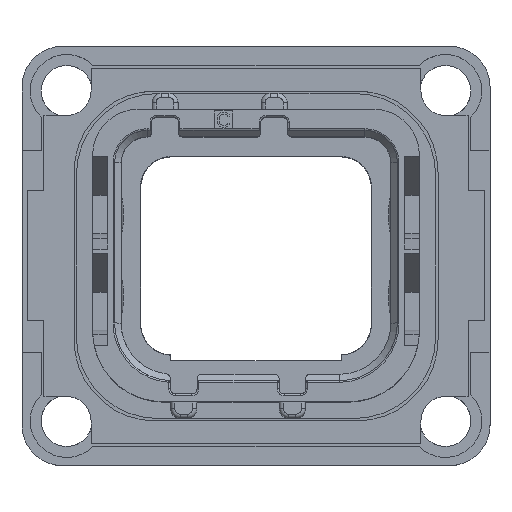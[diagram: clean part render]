
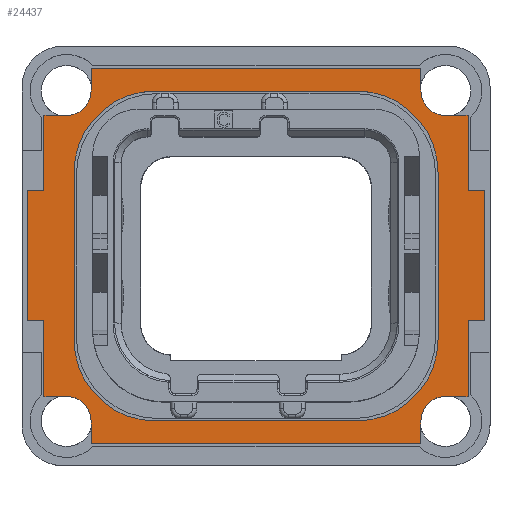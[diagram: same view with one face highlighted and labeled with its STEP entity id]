
A CAD part, top view. The second image highlights one B-rep face of the part: STEP entity #24437.
In plain terms, the highlighted planar face has unit normal (0, 0, 1).
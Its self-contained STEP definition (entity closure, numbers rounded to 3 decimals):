
#685=DIRECTION('',(0.,-1.,0.));
#686=VECTOR('',#685,4.65);
#687=CARTESIAN_POINT('',(-13.05,-4.,2.31));
#688=LINE('',#687,#686);
#689=DIRECTION('',(1.,0.,0.));
#690=VECTOR('',#689,1.);
#691=CARTESIAN_POINT('',(-14.05,-4.,2.31));
#692=LINE('',#691,#690);
#693=DIRECTION('',(0.,-1.,0.));
#694=VECTOR('',#693,8.);
#695=CARTESIAN_POINT('',(-14.05,4.,2.31));
#696=LINE('',#695,#694);
#697=DIRECTION('',(-1.,0.,0.));
#698=VECTOR('',#697,1.);
#699=CARTESIAN_POINT('',(-13.05,4.,2.31));
#700=LINE('',#699,#698);
#701=DIRECTION('',(0.,-1.,0.));
#702=VECTOR('',#701,4.65);
#703=CARTESIAN_POINT('',(-13.05,8.65,2.31));
#704=LINE('',#703,#702);
#705=DIRECTION('',(1.,0.,0.));
#706=VECTOR('',#705,1.4);
#707=CARTESIAN_POINT('',(-13.05,8.65,2.31));
#708=LINE('',#707,#706);
#709=CARTESIAN_POINT('',(-11.65,10.15,2.31));
#710=DIRECTION('',(0.,0.,1.));
#711=DIRECTION('',(0.,-1.,0.));
#712=AXIS2_PLACEMENT_3D('',#709,#710,#711);
#714=DIRECTION('',(0.,-1.,0.));
#715=VECTOR('',#714,1.4);
#716=CARTESIAN_POINT('',(-10.15,11.55,2.31));
#717=LINE('',#716,#715);
#718=DIRECTION('',(-1.,0.,0.));
#719=VECTOR('',#718,20.3);
#720=CARTESIAN_POINT('',(10.15,11.55,2.31));
#721=LINE('',#720,#719);
#722=DIRECTION('',(0.,-1.,0.));
#723=VECTOR('',#722,1.4);
#724=CARTESIAN_POINT('',(10.15,11.55,2.31));
#725=LINE('',#724,#723);
#726=CARTESIAN_POINT('',(11.65,10.15,2.31));
#727=DIRECTION('',(0.,0.,1.));
#728=DIRECTION('',(-1.,0.,0.));
#729=AXIS2_PLACEMENT_3D('',#726,#727,#728);
#731=DIRECTION('',(-1.,0.,0.));
#732=VECTOR('',#731,1.4);
#733=CARTESIAN_POINT('',(13.05,8.65,2.31));
#734=LINE('',#733,#732);
#735=DIRECTION('',(0.,1.,0.));
#736=VECTOR('',#735,4.65);
#737=CARTESIAN_POINT('',(13.05,4.,2.31));
#738=LINE('',#737,#736);
#739=DIRECTION('',(-1.,0.,0.));
#740=VECTOR('',#739,1.);
#741=CARTESIAN_POINT('',(14.05,4.,2.31));
#742=LINE('',#741,#740);
#743=DIRECTION('',(0.,1.,0.));
#744=VECTOR('',#743,8.);
#745=CARTESIAN_POINT('',(14.05,-4.,2.31));
#746=LINE('',#745,#744);
#747=DIRECTION('',(1.,0.,0.));
#748=VECTOR('',#747,1.);
#749=CARTESIAN_POINT('',(13.05,-4.,2.31));
#750=LINE('',#749,#748);
#751=DIRECTION('',(0.,1.,0.));
#752=VECTOR('',#751,4.65);
#753=CARTESIAN_POINT('',(13.05,-8.65,2.31));
#754=LINE('',#753,#752);
#755=DIRECTION('',(-1.,0.,0.));
#756=VECTOR('',#755,1.4);
#757=CARTESIAN_POINT('',(13.05,-8.65,2.31));
#758=LINE('',#757,#756);
#759=CARTESIAN_POINT('',(11.65,-10.15,2.31));
#760=DIRECTION('',(0.,0.,1.));
#761=DIRECTION('',(0.,1.,0.));
#762=AXIS2_PLACEMENT_3D('',#759,#760,#761);
#764=DIRECTION('',(0.,1.,0.));
#765=VECTOR('',#764,1.4);
#766=CARTESIAN_POINT('',(10.15,-11.55,2.31));
#767=LINE('',#766,#765);
#768=DIRECTION('',(1.,0.,0.));
#769=VECTOR('',#768,20.3);
#770=CARTESIAN_POINT('',(-10.15,-11.55,2.31));
#771=LINE('',#770,#769);
#772=DIRECTION('',(0.,1.,0.));
#773=VECTOR('',#772,1.4);
#774=CARTESIAN_POINT('',(-10.15,-11.55,2.31));
#775=LINE('',#774,#773);
#776=CARTESIAN_POINT('',(-11.65,-10.15,2.31));
#777=DIRECTION('',(0.,0.,1.));
#778=DIRECTION('',(1.,0.,0.));
#779=AXIS2_PLACEMENT_3D('',#776,#777,#778);
#781=DIRECTION('',(1.,0.,0.));
#782=VECTOR('',#781,1.4);
#783=CARTESIAN_POINT('',(-13.05,-8.65,2.31));
#784=LINE('',#783,#782);
#785=DIRECTION('',(0.,-1.,0.));
#786=VECTOR('',#785,10.3);
#787=CARTESIAN_POINT('',(11.2,5.15,2.31));
#788=LINE('',#787,#786);
#789=DIRECTION('',(1.,0.,0.));
#790=VECTOR('',#789,12.4);
#791=CARTESIAN_POINT('',(-6.2,10.15,2.31));
#792=LINE('',#791,#790);
#793=DIRECTION('',(0.,1.,0.));
#794=VECTOR('',#793,10.3);
#795=CARTESIAN_POINT('',(-11.2,-5.15,2.31));
#796=LINE('',#795,#794);
#797=DIRECTION('',(-1.,0.,0.));
#798=VECTOR('',#797,12.4);
#799=CARTESIAN_POINT('',(6.2,-10.15,2.31));
#800=LINE('',#799,#798);
#905=CARTESIAN_POINT('',(-6.2,-5.15,2.31));
#906=DIRECTION('',(0.,0.,-1.));
#907=DIRECTION('',(0.,-1.,0.));
#908=AXIS2_PLACEMENT_3D('',#905,#906,#907);
#918=CARTESIAN_POINT('',(6.2,-5.15,2.31));
#919=DIRECTION('',(0.,0.,-1.));
#920=DIRECTION('',(1.,0.,0.));
#921=AXIS2_PLACEMENT_3D('',#918,#919,#920);
#923=CARTESIAN_POINT('',(-6.2,5.15,2.31));
#924=DIRECTION('',(0.,0.,-1.));
#925=DIRECTION('',(-1.,0.,0.));
#926=AXIS2_PLACEMENT_3D('',#923,#924,#925);
#936=CARTESIAN_POINT('',(6.2,5.15,2.31));
#937=DIRECTION('',(0.,0.,-1.));
#938=DIRECTION('',(0.,1.,0.));
#939=AXIS2_PLACEMENT_3D('',#936,#937,#938);
#23232=CARTESIAN_POINT('',(-11.2,-5.15,2.31));
#23233=CARTESIAN_POINT('',(-11.2,5.15,2.31));
#23234=VERTEX_POINT('',#23232);
#23235=VERTEX_POINT('',#23233);
#23236=CARTESIAN_POINT('',(-6.2,10.15,2.31));
#23237=CARTESIAN_POINT('',(6.2,10.15,2.31));
#23238=VERTEX_POINT('',#23236);
#23239=VERTEX_POINT('',#23237);
#23240=CARTESIAN_POINT('',(11.2,5.15,2.31));
#23241=CARTESIAN_POINT('',(11.2,-5.15,2.31));
#23242=VERTEX_POINT('',#23240);
#23243=VERTEX_POINT('',#23241);
#23244=CARTESIAN_POINT('',(6.2,-10.15,2.31));
#23245=CARTESIAN_POINT('',(-6.2,-10.15,2.31));
#23246=VERTEX_POINT('',#23244);
#23247=VERTEX_POINT('',#23245);
#23264=CARTESIAN_POINT('',(10.15,10.15,2.31));
#23265=CARTESIAN_POINT('',(11.65,8.65,2.31));
#23266=VERTEX_POINT('',#23264);
#23267=VERTEX_POINT('',#23265);
#23268=CARTESIAN_POINT('',(13.05,8.65,2.31));
#23269=VERTEX_POINT('',#23268);
#23270=CARTESIAN_POINT('',(10.15,11.55,2.31));
#23271=VERTEX_POINT('',#23270);
#23272=CARTESIAN_POINT('',(11.65,-8.65,2.31));
#23273=CARTESIAN_POINT('',(10.15,-10.15,2.31));
#23274=VERTEX_POINT('',#23272);
#23275=VERTEX_POINT('',#23273);
#23276=CARTESIAN_POINT('',(10.15,-11.55,2.31));
#23277=VERTEX_POINT('',#23276);
#23278=CARTESIAN_POINT('',(13.05,-8.65,2.31));
#23279=VERTEX_POINT('',#23278);
#23280=CARTESIAN_POINT('',(-10.15,-10.15,2.31));
#23281=CARTESIAN_POINT('',(-11.65,-8.65,2.31));
#23282=VERTEX_POINT('',#23280);
#23283=VERTEX_POINT('',#23281);
#23284=CARTESIAN_POINT('',(-13.05,-8.65,2.31));
#23285=VERTEX_POINT('',#23284);
#23286=CARTESIAN_POINT('',(-10.15,-11.55,2.31));
#23287=VERTEX_POINT('',#23286);
#23288=CARTESIAN_POINT('',(-10.15,11.55,2.31));
#23289=CARTESIAN_POINT('',(-10.15,10.15,2.31));
#23290=VERTEX_POINT('',#23288);
#23291=VERTEX_POINT('',#23289);
#23292=CARTESIAN_POINT('',(-13.05,8.65,2.31));
#23293=CARTESIAN_POINT('',(-11.65,8.65,2.31));
#23294=VERTEX_POINT('',#23292);
#23295=VERTEX_POINT('',#23293);
#23296=CARTESIAN_POINT('',(14.05,-4.,2.31));
#23297=CARTESIAN_POINT('',(14.05,4.,2.31));
#23298=VERTEX_POINT('',#23296);
#23299=VERTEX_POINT('',#23297);
#23300=CARTESIAN_POINT('',(-14.05,4.,2.31));
#23301=CARTESIAN_POINT('',(-14.05,-4.,2.31));
#23302=VERTEX_POINT('',#23300);
#23303=VERTEX_POINT('',#23301);
#23304=CARTESIAN_POINT('',(13.05,-4.,2.31));
#23305=VERTEX_POINT('',#23304);
#23306=CARTESIAN_POINT('',(13.05,4.,2.31));
#23307=VERTEX_POINT('',#23306);
#23308=CARTESIAN_POINT('',(-13.05,4.,2.31));
#23309=VERTEX_POINT('',#23308);
#23310=CARTESIAN_POINT('',(-13.05,-4.,2.31));
#23311=VERTEX_POINT('',#23310);
#24384=CARTESIAN_POINT('',(0.,0.,2.31));
#24385=DIRECTION('',(0.,0.,1.));
#24386=DIRECTION('',(1.,0.,0.));
#24387=AXIS2_PLACEMENT_3D('',#24384,#24385,#24386);
#24388=PLANE('',#24387);
#24389=ORIENTED_EDGE('',*,*,#24008,.F.);
#24390=ORIENTED_EDGE('',*,*,#24022,.F.);
#24391=ORIENTED_EDGE('',*,*,#24036,.F.);
#24392=ORIENTED_EDGE('',*,*,#24050,.F.);
#24393=ORIENTED_EDGE('',*,*,#24064,.F.);
#24394=ORIENTED_EDGE('',*,*,#24080,.T.);
#24396=ORIENTED_EDGE('',*,*,#24395,.T.);
#24397=ORIENTED_EDGE('',*,*,#24139,.F.);
#24398=ORIENTED_EDGE('',*,*,#24155,.F.);
#24399=ORIENTED_EDGE('',*,*,#24171,.T.);
#24401=ORIENTED_EDGE('',*,*,#24400,.T.);
#24402=ORIENTED_EDGE('',*,*,#24230,.F.);
#24403=ORIENTED_EDGE('',*,*,#24246,.F.);
#24404=ORIENTED_EDGE('',*,*,#24260,.F.);
#24405=ORIENTED_EDGE('',*,*,#24274,.F.);
#24406=ORIENTED_EDGE('',*,*,#24288,.F.);
#24407=ORIENTED_EDGE('',*,*,#24302,.F.);
#24408=ORIENTED_EDGE('',*,*,#24318,.T.);
#24410=ORIENTED_EDGE('',*,*,#24409,.T.);
#24411=ORIENTED_EDGE('',*,*,#24376,.F.);
#24412=ORIENTED_EDGE('',*,*,#23916,.F.);
#24413=ORIENTED_EDGE('',*,*,#23933,.T.);
#24415=ORIENTED_EDGE('',*,*,#24414,.T.);
#24416=ORIENTED_EDGE('',*,*,#23992,.F.);
#24417=EDGE_LOOP('',(#24389,#24390,#24391,#24392,#24393,#24394,#24396,#24397,
#24398,#24399,#24401,#24402,#24403,#24404,#24405,#24406,#24407,#24408,#24410,
#24411,#24412,#24413,#24415,#24416));
#24418=FACE_OUTER_BOUND('',#24417,.F.);
#24420=ORIENTED_EDGE('',*,*,#24419,.F.);
#24422=ORIENTED_EDGE('',*,*,#24421,.F.);
#24424=ORIENTED_EDGE('',*,*,#24423,.F.);
#24426=ORIENTED_EDGE('',*,*,#24425,.F.);
#24428=ORIENTED_EDGE('',*,*,#24427,.F.);
#24430=ORIENTED_EDGE('',*,*,#24429,.F.);
#24432=ORIENTED_EDGE('',*,*,#24431,.F.);
#24434=ORIENTED_EDGE('',*,*,#24433,.F.);
#24435=EDGE_LOOP('',(#24420,#24422,#24424,#24426,#24428,#24430,#24432,#24434));
#24436=FACE_BOUND('',#24435,.F.);
#24437=ADVANCED_FACE('',(#24418,#24436),#24388,.T.);
#713=CIRCLE('',#712,1.5);
#730=CIRCLE('',#729,1.5);
#763=CIRCLE('',#762,1.5);
#780=CIRCLE('',#779,1.5);
#909=CIRCLE('',#908,5.);
#922=CIRCLE('',#921,5.);
#927=CIRCLE('',#926,5.);
#940=CIRCLE('',#939,5.);
#23916=EDGE_CURVE('',#23287,#23277,#771,.T.);
#23933=EDGE_CURVE('',#23287,#23282,#775,.T.);
#23992=EDGE_CURVE('',#23285,#23283,#784,.T.);
#24008=EDGE_CURVE('',#23311,#23285,#688,.T.);
#24022=EDGE_CURVE('',#23303,#23311,#692,.T.);
#24036=EDGE_CURVE('',#23302,#23303,#696,.T.);
#24050=EDGE_CURVE('',#23309,#23302,#700,.T.);
#24064=EDGE_CURVE('',#23294,#23309,#704,.T.);
#24080=EDGE_CURVE('',#23294,#23295,#708,.T.);
#24139=EDGE_CURVE('',#23290,#23291,#717,.T.);
#24155=EDGE_CURVE('',#23271,#23290,#721,.T.);
#24171=EDGE_CURVE('',#23271,#23266,#725,.T.);
#24230=EDGE_CURVE('',#23269,#23267,#734,.T.);
#24246=EDGE_CURVE('',#23307,#23269,#738,.T.);
#24260=EDGE_CURVE('',#23299,#23307,#742,.T.);
#24274=EDGE_CURVE('',#23298,#23299,#746,.T.);
#24288=EDGE_CURVE('',#23305,#23298,#750,.T.);
#24302=EDGE_CURVE('',#23279,#23305,#754,.T.);
#24318=EDGE_CURVE('',#23279,#23274,#758,.T.);
#24376=EDGE_CURVE('',#23277,#23275,#767,.T.);
#24395=EDGE_CURVE('',#23295,#23291,#713,.T.);
#24400=EDGE_CURVE('',#23266,#23267,#730,.T.);
#24409=EDGE_CURVE('',#23274,#23275,#763,.T.);
#24414=EDGE_CURVE('',#23282,#23283,#780,.T.);
#24419=EDGE_CURVE('',#23242,#23243,#788,.T.);
#24421=EDGE_CURVE('',#23239,#23242,#940,.T.);
#24423=EDGE_CURVE('',#23238,#23239,#792,.T.);
#24425=EDGE_CURVE('',#23235,#23238,#927,.T.);
#24427=EDGE_CURVE('',#23234,#23235,#796,.T.);
#24429=EDGE_CURVE('',#23247,#23234,#909,.T.);
#24431=EDGE_CURVE('',#23246,#23247,#800,.T.);
#24433=EDGE_CURVE('',#23243,#23246,#922,.T.);
